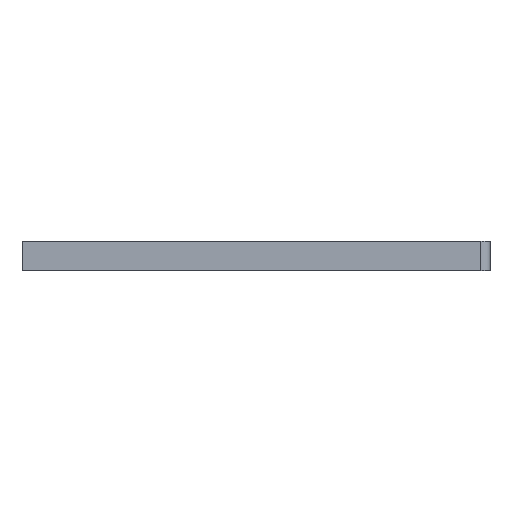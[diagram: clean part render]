
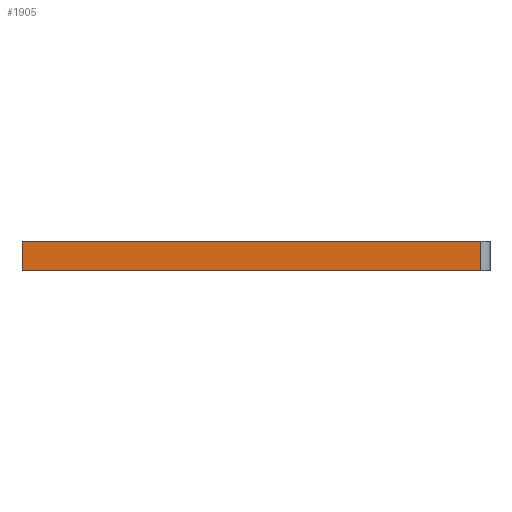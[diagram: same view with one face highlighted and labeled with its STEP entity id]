
A CAD part, top view. The second image highlights one B-rep face of the part: STEP entity #1905.
In plain terms, the highlighted planar face has unit normal (0, 0, 1).
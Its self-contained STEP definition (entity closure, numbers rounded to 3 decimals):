
#43 = CARTESIAN_POINT ( 'NONE',  ( 3., 3., 0. ) ) ;
#176 = LINE ( 'NONE', #1477, #3675 ) ;
#298 = FACE_OUTER_BOUND ( 'NONE', #2420, .T. ) ;
#323 = EDGE_CURVE ( 'NONE', #2258, #3367, #176, .T. ) ;
#943 = VECTOR ( 'NONE', #3163, 1000. ) ;
#949 = LINE ( 'NONE', #1853, #943 ) ;
#1237 = LINE ( 'NONE', #2183, #1627 ) ;
#1288 = EDGE_CURVE ( 'NONE', #2417, #2908, #949, .T. ) ;
#1477 = CARTESIAN_POINT ( 'NONE',  ( 153., 3., 0. ) ) ;
#1627 = VECTOR ( 'NONE', #3528, 1000. ) ;
#1731 = ORIENTED_EDGE ( 'NONE', *, *, #2432, .F. ) ;
#1853 = CARTESIAN_POINT ( 'NONE',  ( 303., 3., 0. ) ) ;
#1905 = ADVANCED_FACE ( 'NONE', ( #298 ), #3253, .F. ) ;
#1962 = DIRECTION ( 'NONE',  ( 0., 0., -1. ) ) ;
#2005 = CARTESIAN_POINT ( 'NONE',  ( 153., 3., 0. ) ) ;
#2097 = ORIENTED_EDGE ( 'NONE', *, *, #323, .F. ) ;
#2147 = EDGE_CURVE ( 'NONE', #3367, #2417, #1237, .T. ) ;
#2183 = CARTESIAN_POINT ( 'NONE',  ( 3., 12.6, 0. ) ) ;
#2258 = VERTEX_POINT ( 'NONE', #2005 ) ;
#2387 = AXIS2_PLACEMENT_3D ( 'NONE', #43, #1962, #3299 ) ;
#2395 = LINE ( 'NONE', #3019, #3343 ) ;
#2417 = VERTEX_POINT ( 'NONE', #3333 ) ;
#2420 = EDGE_LOOP ( 'NONE', ( #3228, #2097, #1731, #3673 ) ) ;
#2432 = EDGE_CURVE ( 'NONE', #2908, #2258, #2395, .T. ) ;
#2491 = CARTESIAN_POINT ( 'NONE',  ( 303., 3., 0. ) ) ;
#2784 = DIRECTION ( 'NONE',  ( 0., 1., 0. ) ) ;
#2908 = VERTEX_POINT ( 'NONE', #2491 ) ;
#3019 = CARTESIAN_POINT ( 'NONE',  ( 0., 3., 0. ) ) ;
#3163 = DIRECTION ( 'NONE',  ( 0., -1., 0. ) ) ;
#3228 = ORIENTED_EDGE ( 'NONE', *, *, #2147, .F. ) ;
#3253 = PLANE ( 'NONE',  #2387 ) ;
#3299 = DIRECTION ( 'NONE',  ( -1., 0., 0. ) ) ;
#3333 = CARTESIAN_POINT ( 'NONE',  ( 303., 12.6, 0. ) ) ;
#3343 = VECTOR ( 'NONE', #3702, 1000. ) ;
#3367 = VERTEX_POINT ( 'NONE', #3858 ) ;
#3528 = DIRECTION ( 'NONE',  ( 1., 0., 0. ) ) ;
#3673 = ORIENTED_EDGE ( 'NONE', *, *, #1288, .F. ) ;
#3675 = VECTOR ( 'NONE', #2784, 1000. ) ;
#3702 = DIRECTION ( 'NONE',  ( -1., 0., 0. ) ) ;
#3858 = CARTESIAN_POINT ( 'NONE',  ( 153., 12.6, 0. ) ) ;
